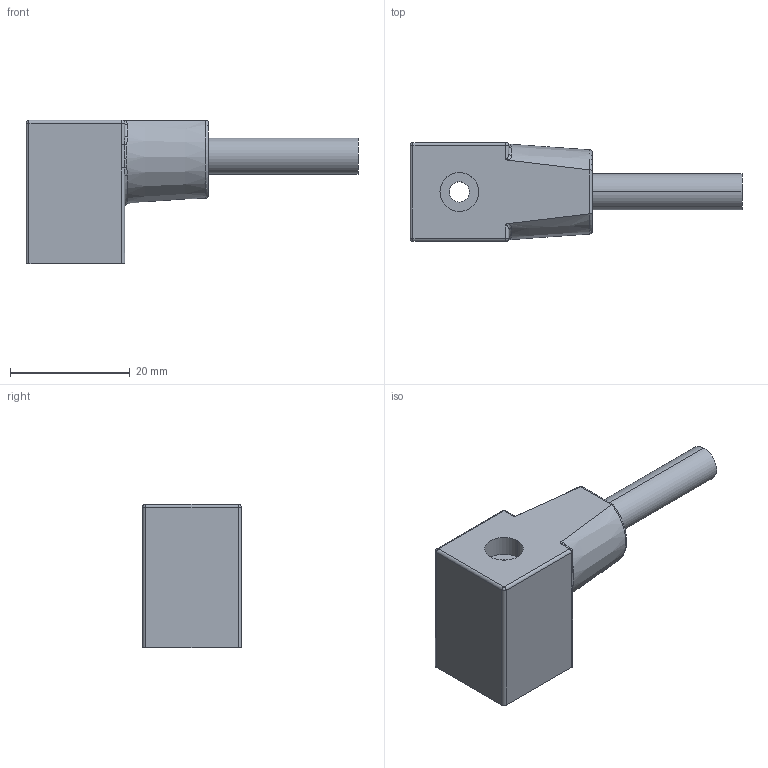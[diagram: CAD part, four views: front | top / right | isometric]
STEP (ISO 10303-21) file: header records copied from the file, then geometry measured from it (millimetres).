
FILE_DESCRIPTION (( 'STEP AP214' ), '1' );
FILE_NAME ('CNT00015_P8_30.STEP', '2018-09-18T09:50:34', ( '' ), ( '' ), 'SwSTEP 2.0', 'SolidWorks 2018', '' );
FILE_SCHEMA (( 'AUTOMOTIVE_DESIGN' ));
Length unit declared in the file: millimetre
Products named in the file (1): CNT00015_P8_30
Bounding box: 55.5 x 16.5 x 24 mm (x, y, z)
Volume: 9279 mm3; surface area: 3439.2 mm2
Topology: 1 solids, 1 shells, 49 faces, 117 edges, 68 vertices
Faces by surface type: cylinder 18, plane 11, bspline 10, torus 5, sphere 4, cone 1
Entity records: 1694 total; most frequent: CARTESIAN_POINT 595, ORIENTED_EDGE 226, DIRECTION 220, EDGE_CURVE 113, AXIS2_PLACEMENT_3D 93, VERTEX_POINT 68, CIRCLE 53, EDGE_LOOP 53
